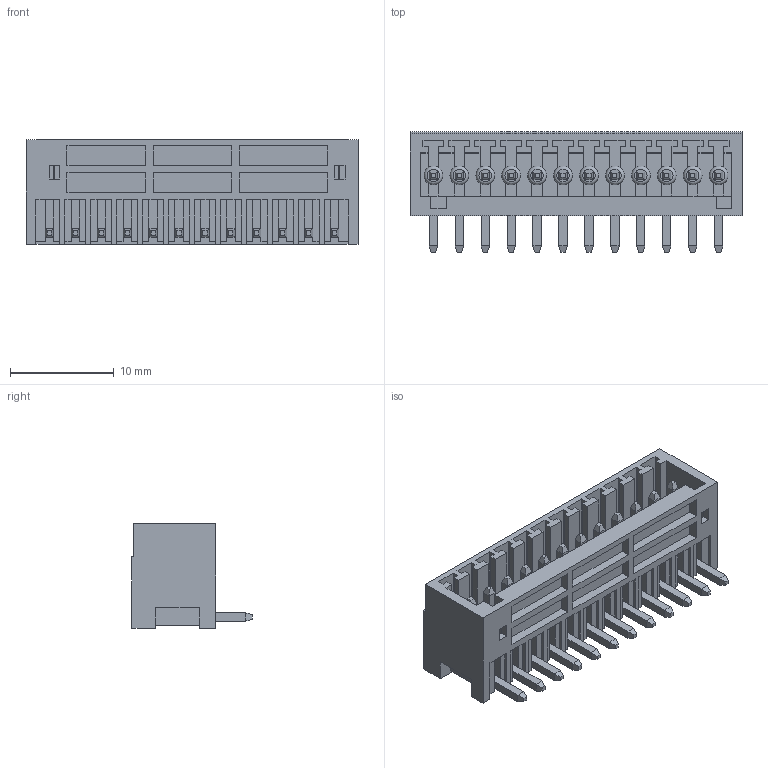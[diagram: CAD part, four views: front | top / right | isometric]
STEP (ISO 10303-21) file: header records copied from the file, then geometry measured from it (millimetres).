
FILE_DESCRIPTION( ( 'Unknown' ), '1' );
FILE_NAME( '691382010012.stp', 'Unknown', ( 'Unknown' ), ( 'Unknown' ), 'PSStep 18.0.17', 'Unknown', ' ' );
FILE_SCHEMA( ( 'AUTOMOTIVE_DESIGN { 1 0 10303 214 1 1 1 1 }' ) );
Length unit declared in the file: millimetre
Products named in the file (3): Assem1; 6913820100xx_PIN; 691382010012
Assembly tree (13 placements, depth 2):
  Assem1
    6913820100xx_PIN  x12
    691382010012
Bounding box: 32 x 11.6 x 10.1 mm (x, y, z)
Volume: 1272 mm3; surface area: 3755.5 mm2
Topology: 13 solids, 13 shells, 890 faces, 2381 edges, 1536 vertices
Faces by surface type: plane 842, cylinder 36, torus 12
Full cylindrical faces by diameter (mm): 1.8 x12
Entity records: 27299 total; most frequent: CARTESIAN_POINT 3871, ORIENTED_EDGE 3810, DIRECTION 3393, EDGE_CURVE 1905, LINE 1829, VECTOR 1829, VERTEX_POINT 1260, AXIS2_PLACEMENT_3D 782
